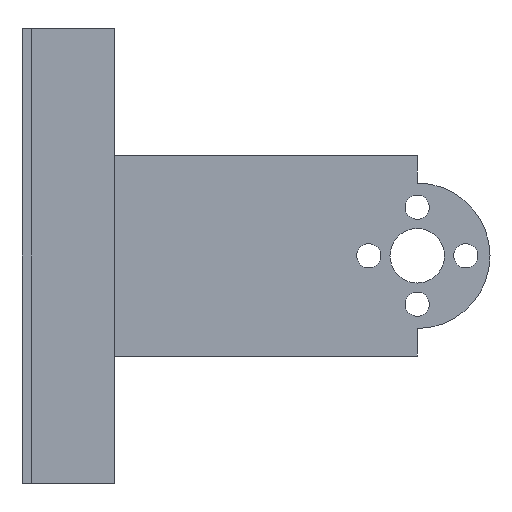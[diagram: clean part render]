
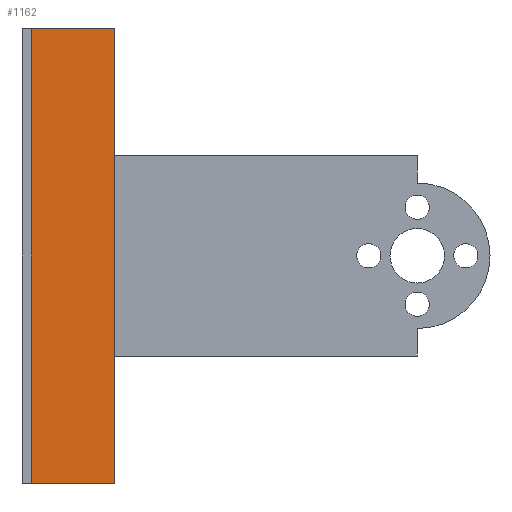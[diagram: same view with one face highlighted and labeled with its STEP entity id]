
A CAD part, left-side view. The second image highlights one B-rep face of the part: STEP entity #1162.
In plain terms, the highlighted planar face has unit normal (-1, 0, 0).
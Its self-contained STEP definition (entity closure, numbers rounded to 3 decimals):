
#66=FACE_OUTER_BOUND('',#119,.T.);
#119=EDGE_LOOP('',(#874,#875,#876,#877));
#218=LINE('',#1654,#374);
#258=LINE('',#1732,#414);
#259=LINE('',#1734,#415);
#260=LINE('',#1735,#416);
#374=VECTOR('',#1331,75.);
#414=VECTOR('',#1393,13.7);
#415=VECTOR('',#1394,75.);
#416=VECTOR('',#1395,13.7);
#523=VERTEX_POINT('',#1651);
#524=VERTEX_POINT('',#1653);
#551=VERTEX_POINT('',#1731);
#552=VERTEX_POINT('',#1733);
#642=EDGE_CURVE('',#523,#524,#218,.T.);
#682=EDGE_CURVE('',#523,#551,#258,.T.);
#683=EDGE_CURVE('',#551,#552,#259,.T.);
#684=EDGE_CURVE('',#524,#552,#260,.T.);
#874=ORIENTED_EDGE('',*,*,#682,.T.);
#875=ORIENTED_EDGE('',*,*,#683,.T.);
#876=ORIENTED_EDGE('',*,*,#684,.F.);
#877=ORIENTED_EDGE('',*,*,#642,.F.);
#1115=PLANE('',#1217);
#1162=ADVANCED_FACE('',(#66),#1115,.T.);
#1217=AXIS2_PLACEMENT_3D('',#1730,#1391,#1392);
#1331=DIRECTION('',(0.,0.,1.));
#1391=DIRECTION('center_axis',(-1.,0.,0.));
#1392=DIRECTION('ref_axis',(0.,-1.,0.));
#1393=DIRECTION('',(0.,-1.,0.));
#1394=DIRECTION('',(0.,0.,1.));
#1395=DIRECTION('',(0.,-1.,0.));
#1651=CARTESIAN_POINT('',(-32.7,19.777,-37.039));
#1653=CARTESIAN_POINT('',(-32.7,19.777,37.961));
#1654=CARTESIAN_POINT('',(-32.7,19.777,-37.039));
#1730=CARTESIAN_POINT('Origin',(-32.7,19.777,-37.039));
#1731=CARTESIAN_POINT('',(-32.7,6.077,-37.039));
#1732=CARTESIAN_POINT('',(-32.7,19.777,-37.039));
#1733=CARTESIAN_POINT('',(-32.7,6.077,37.961));
#1734=CARTESIAN_POINT('',(-32.7,6.077,-37.039));
#1735=CARTESIAN_POINT('',(-32.7,19.777,37.961));
